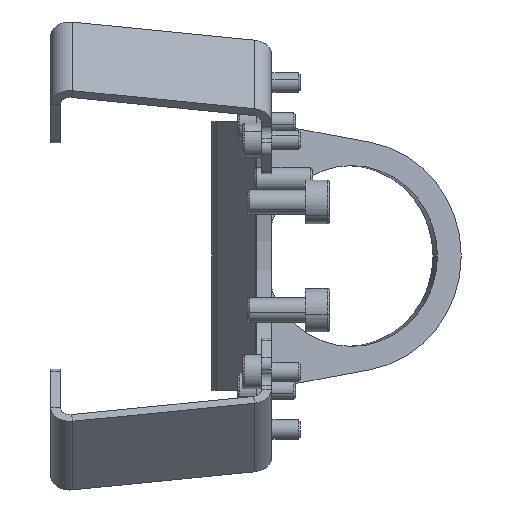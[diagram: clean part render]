
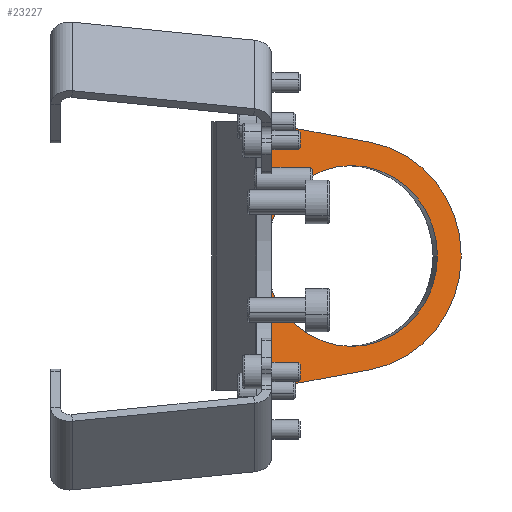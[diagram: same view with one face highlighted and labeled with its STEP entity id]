
A CAD part, front view. The second image highlights one B-rep face of the part: STEP entity #23227.
In plain terms, the highlighted planar face has unit normal (0.309, -0.951, 0).
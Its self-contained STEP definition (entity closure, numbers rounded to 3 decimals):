
#485 = CIRCLE ( 'NONE', #21344, 18.65 ) ;
#586 = DIRECTION ( 'NONE',  ( -0.309, 0.951, 0. ) ) ;
#941 = EDGE_CURVE ( 'NONE', #29109, #30672, #30207, .T. ) ;
#1006 = CARTESIAN_POINT ( 'NONE',  ( 551.015, 81.755, 880. ) ) ;
#1257 = EDGE_CURVE ( 'NONE', #14418, #10350, #25954, .T. ) ;
#1681 = ORIENTED_EDGE ( 'NONE', *, *, #12888, .T. ) ;
#2020 = ORIENTED_EDGE ( 'NONE', *, *, #17742, .T. ) ;
#2031 = CARTESIAN_POINT ( 'NONE',  ( 534.742, 76.467, 907.184 ) ) ;
#2165 = CARTESIAN_POINT ( 'NONE',  ( 568.752, 87.518, 880. ) ) ;
#3017 = VECTOR ( 'NONE', #15418, 1000. ) ;
#3134 = CIRCLE ( 'NONE', #11300, 30. ) ;
#3209 = VECTOR ( 'NONE', #18715, 1000. ) ;
#3607 = DIRECTION ( 'NONE',  ( -0.309, 0.951, 0. ) ) ;
#4288 = DIRECTION ( 'NONE',  ( -0.951, -0.309, 0. ) ) ;
#4602 = VECTOR ( 'NONE', #11715, 1000. ) ;
#4607 = CARTESIAN_POINT ( 'NONE',  ( 526.566, 73.811, 907.64 ) ) ;
#4651 = EDGE_LOOP ( 'NONE', ( #29948, #12208 ) ) ;
#5506 = CIRCLE ( 'NONE', #18264, 23.8 ) ;
#5845 = CARTESIAN_POINT ( 'NONE',  ( 529.788, 74.858, 907.64 ) ) ;
#6465 = DIRECTION ( 'NONE',  ( -0.309, 0.951, 0. ) ) ;
#6869 = VECTOR ( 'NONE', #23394, 1000. ) ;
#7717 = CARTESIAN_POINT ( 'NONE',  ( 551.015, 81.755, 880. ) ) ;
#7782 = ORIENTED_EDGE ( 'NONE', *, *, #17160, .T. ) ;
#8244 = CARTESIAN_POINT ( 'NONE',  ( 531.832, 75.522, 852.276 ) ) ;
#9761 = EDGE_CURVE ( 'NONE', #30672, #28055, #5506, .T. ) ;
#9805 = AXIS2_PLACEMENT_3D ( 'NONE', #22420, #586, #30099 ) ;
#9839 = ORIENTED_EDGE ( 'NONE', *, *, #1257, .T. ) ;
#10350 = VERTEX_POINT ( 'NONE', #5845 ) ;
#10492 = LINE ( 'NONE', #20180, #30088 ) ;
#11300 = AXIS2_PLACEMENT_3D ( 'NONE', #11784, #11943, #4288 ) ;
#11327 = LINE ( 'NONE', #18491, #6869 ) ;
#11588 = EDGE_CURVE ( 'NONE', #28055, #14418, #10492, .T. ) ;
#11687 = DIRECTION ( 'NONE',  ( 0.309, -0.951, 0. ) ) ;
#11715 = DIRECTION ( 'NONE',  ( -0.951, -0.309, 0. ) ) ;
#11784 = CARTESIAN_POINT ( 'NONE',  ( 529.788, 74.858, 882.36 ) ) ;
#11943 = DIRECTION ( 'NONE',  ( 0.309, -0.951, 0. ) ) ;
#12208 = ORIENTED_EDGE ( 'NONE', *, *, #31021, .T. ) ;
#12723 = VERTEX_POINT ( 'NONE', #2165 ) ;
#12888 = EDGE_CURVE ( 'NONE', #10350, #31335, #21101, .T. ) ;
#13392 = CARTESIAN_POINT ( 'NONE',  ( 554.945, 83.032, 856.562 ) ) ;
#13853 = EDGE_CURVE ( 'NONE', #31335, #20591, #27760, .T. ) ;
#14111 = CARTESIAN_POINT ( 'NONE',  ( 529.788, 74.858, 852.36 ) ) ;
#14418 = VERTEX_POINT ( 'NONE', #2031 ) ;
#14480 = CARTESIAN_POINT ( 'NONE',  ( 554.945, 83.032, 903.438 ) ) ;
#14530 = CARTESIAN_POINT ( 'NONE',  ( 534.742, 76.467, 852.816 ) ) ;
#14823 = AXIS2_PLACEMENT_3D ( 'NONE', #23759, #11687, #30644 ) ;
#15418 = DIRECTION ( 'NONE',  ( 0.937, 0.304, 0.174 ) ) ;
#15472 = DIRECTION ( 'NONE',  ( -0.951, -0.309, 0. ) ) ;
#17160 = EDGE_CURVE ( 'NONE', #26099, #29109, #3134, .T. ) ;
#17236 = EDGE_LOOP ( 'NONE', ( #23506, #9839, #1681, #19581, #2020, #7782, #27631, #20460 ) ) ;
#17683 = PLANE ( 'NONE',  #9805 ) ;
#17742 = EDGE_CURVE ( 'NONE', #20591, #26099, #11327, .T. ) ;
#18264 = AXIS2_PLACEMENT_3D ( 'NONE', #7717, #20160, #27429 ) ;
#18491 = CARTESIAN_POINT ( 'NONE',  ( 520.14, 71.723, 852.36 ) ) ;
#18715 = DIRECTION ( 'NONE',  ( 0., 0., -1. ) ) ;
#19581 = ORIENTED_EDGE ( 'NONE', *, *, #13853, .T. ) ;
#20160 = DIRECTION ( 'NONE',  ( 0.309, -0.951, 0. ) ) ;
#20180 = CARTESIAN_POINT ( 'NONE',  ( 518.17, 71.083, 910.256 ) ) ;
#20460 = ORIENTED_EDGE ( 'NONE', *, *, #9761, .T. ) ;
#20530 = FACE_OUTER_BOUND ( 'NONE', #17236, .T. ) ;
#20591 = VERTEX_POINT ( 'NONE', #26882 ) ;
#20628 = DIRECTION ( 'NONE',  ( -0.951, -0.309, 0. ) ) ;
#21101 = LINE ( 'NONE', #28257, #4602 ) ;
#21344 = AXIS2_PLACEMENT_3D ( 'NONE', #1006, #3607, #20628 ) ;
#22420 = CARTESIAN_POINT ( 'NONE',  ( 520.14, 71.723, 922. ) ) ;
#22852 = CARTESIAN_POINT ( 'NONE',  ( 526.566, 73.811, 922. ) ) ;
#22867 = VERTEX_POINT ( 'NONE', #26744 ) ;
#22921 = CARTESIAN_POINT ( 'NONE',  ( 551.015, 81.755, 880. ) ) ;
#23227 = ADVANCED_FACE ( 'NONE', ( #27016, #20530 ), #17683, .F. ) ;
#23394 = DIRECTION ( 'NONE',  ( 0.951, 0.309, 0. ) ) ;
#23506 = ORIENTED_EDGE ( 'NONE', *, *, #11588, .T. ) ;
#23759 = CARTESIAN_POINT ( 'NONE',  ( 529.788, 74.858, 877.64 ) ) ;
#24266 = CIRCLE ( 'NONE', #30390, 18.65 ) ;
#25954 = CIRCLE ( 'NONE', #14823, 30. ) ;
#26099 = VERTEX_POINT ( 'NONE', #14111 ) ;
#26744 = CARTESIAN_POINT ( 'NONE',  ( 533.277, 75.992, 880. ) ) ;
#26882 = CARTESIAN_POINT ( 'NONE',  ( 526.566, 73.811, 852.36 ) ) ;
#27016 = FACE_BOUND ( 'NONE', #4651, .T. ) ;
#27429 = DIRECTION ( 'NONE',  ( -0.951, -0.309, 0. ) ) ;
#27631 = ORIENTED_EDGE ( 'NONE', *, *, #941, .T. ) ;
#27760 = LINE ( 'NONE', #22852, #3209 ) ;
#28055 = VERTEX_POINT ( 'NONE', #14480 ) ;
#28257 = CARTESIAN_POINT ( 'NONE',  ( 520.14, 71.723, 907.64 ) ) ;
#29109 = VERTEX_POINT ( 'NONE', #14530 ) ;
#29160 = EDGE_CURVE ( 'NONE', #22867, #12723, #24266, .T. ) ;
#29903 = DIRECTION ( 'NONE',  ( -0.937, -0.304, 0.174 ) ) ;
#29948 = ORIENTED_EDGE ( 'NONE', *, *, #29160, .T. ) ;
#30088 = VECTOR ( 'NONE', #29903, 1000. ) ;
#30099 = DIRECTION ( 'NONE',  ( -0.951, -0.309, 0. ) ) ;
#30207 = LINE ( 'NONE', #8244, #3017 ) ;
#30390 = AXIS2_PLACEMENT_3D ( 'NONE', #22921, #6465, #15472 ) ;
#30644 = DIRECTION ( 'NONE',  ( -0.951, -0.309, 0. ) ) ;
#30672 = VERTEX_POINT ( 'NONE', #13392 ) ;
#31021 = EDGE_CURVE ( 'NONE', #12723, #22867, #485, .T. ) ;
#31335 = VERTEX_POINT ( 'NONE', #4607 ) ;
